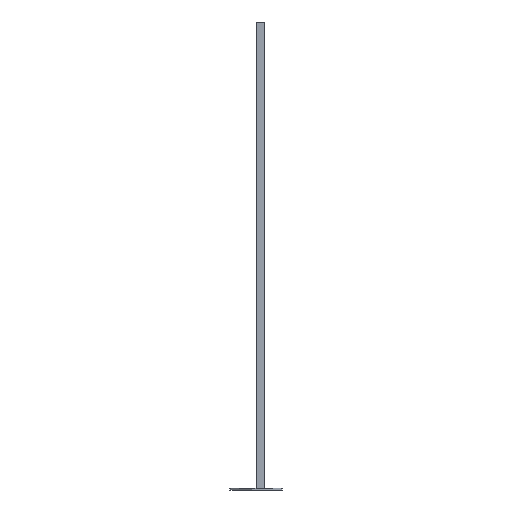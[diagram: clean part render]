
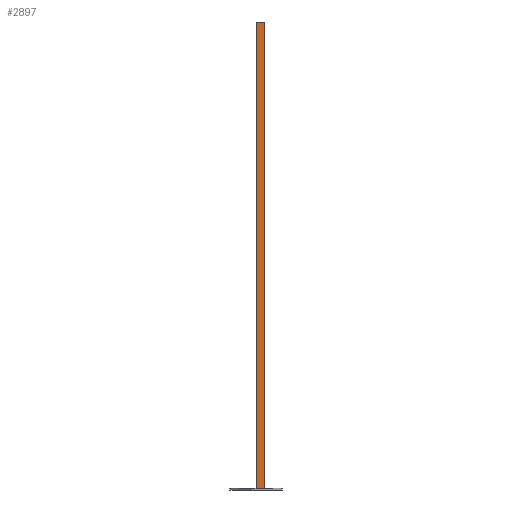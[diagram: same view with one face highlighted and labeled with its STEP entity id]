
A CAD part, left-side view. The second image highlights one B-rep face of the part: STEP entity #2897.
In plain terms, the highlighted face is planar.
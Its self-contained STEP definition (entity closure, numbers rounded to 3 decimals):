
#139 = CARTESIAN_POINT ( 'NONE',  ( 20.5, 21., 2000. ) ) ;
#201 = EDGE_LOOP ( 'NONE', ( #945, #1111, #5206, #4048, #886, #2502 ) ) ;
#269 = CARTESIAN_POINT ( 'NONE',  ( 20.5, 21., 0. ) ) ;
#328 = CARTESIAN_POINT ( 'NONE',  ( 20.5, 0., 0. ) ) ;
#728 = CARTESIAN_POINT ( 'NONE',  ( 20.5, 4.5, 2000. ) ) ;
#846 = VECTOR ( 'NONE', #4384, 1000. ) ;
#850 = LINE ( 'NONE', #5408, #1969 ) ;
#886 = ORIENTED_EDGE ( 'NONE', *, *, #4563, .T. ) ;
#945 = ORIENTED_EDGE ( 'NONE', *, *, #1968, .F. ) ;
#1111 = ORIENTED_EDGE ( 'NONE', *, *, #4064, .T. ) ;
#1174 = DIRECTION ( 'NONE',  ( 0., 0., 1. ) ) ;
#1281 = VECTOR ( 'NONE', #1532, 1000. ) ;
#1360 = AXIS2_PLACEMENT_3D ( 'NONE', #728, #1744, #1174 ) ;
#1398 = EDGE_CURVE ( 'NONE', #3659, #4376, #4625, .T. ) ;
#1532 = DIRECTION ( 'NONE',  ( 0., -1., 0. ) ) ;
#1673 = CARTESIAN_POINT ( 'NONE',  ( 20.5, 4.5, 0. ) ) ;
#1723 = DIRECTION ( 'NONE',  ( 0., 1., 0. ) ) ;
#1744 = DIRECTION ( 'NONE',  ( -1., 0., 0. ) ) ;
#1968 = EDGE_CURVE ( 'NONE', #4152, #4376, #2864, .T. ) ;
#1969 = VECTOR ( 'NONE', #5029, 1000. ) ;
#2015 = EDGE_CURVE ( 'NONE', #6144, #2411, #2123, .T. ) ;
#2123 = LINE ( 'NONE', #3421, #846 ) ;
#2411 = VERTEX_POINT ( 'NONE', #328 ) ;
#2502 = ORIENTED_EDGE ( 'NONE', *, *, #1398, .T. ) ;
#2529 = DIRECTION ( 'NONE',  ( 0., 0., -1. ) ) ;
#2638 = DIRECTION ( 'NONE',  ( 0., 1., 0. ) ) ;
#2643 = CARTESIAN_POINT ( 'NONE',  ( 20.5, 18.5, 0. ) ) ;
#2864 = LINE ( 'NONE', #139, #5946 ) ;
#2897 = ADVANCED_FACE ( 'NONE', ( #3025 ), #4087, .F. ) ;
#2992 = CARTESIAN_POINT ( 'NONE',  ( 20.5, -366.659, 1200. ) ) ;
#3025 = FACE_OUTER_BOUND ( 'NONE', #201, .T. ) ;
#3146 = CARTESIAN_POINT ( 'NONE',  ( 20.5, 4.5, 0. ) ) ;
#3421 = CARTESIAN_POINT ( 'NONE',  ( 20.5, 0., 2000. ) ) ;
#3659 = VERTEX_POINT ( 'NONE', #2643 ) ;
#3854 = VERTEX_POINT ( 'NONE', #3146 ) ;
#3993 = CARTESIAN_POINT ( 'NONE',  ( 20.5, 0., 1200. ) ) ;
#4048 = ORIENTED_EDGE ( 'NONE', *, *, #5078, .F. ) ;
#4064 = EDGE_CURVE ( 'NONE', #4152, #6144, #4745, .T. ) ;
#4087 = PLANE ( 'NONE',  #1360 ) ;
#4152 = VERTEX_POINT ( 'NONE', #5401 ) ;
#4245 = CARTESIAN_POINT ( 'NONE',  ( 20.5, 21., 0. ) ) ;
#4376 = VERTEX_POINT ( 'NONE', #4245 ) ;
#4384 = DIRECTION ( 'NONE',  ( 0., 0., -1. ) ) ;
#4563 = EDGE_CURVE ( 'NONE', #3854, #3659, #5846, .T. ) ;
#4625 = LINE ( 'NONE', #269, #5809 ) ;
#4745 = LINE ( 'NONE', #2992, #1281 ) ;
#5029 = DIRECTION ( 'NONE',  ( 0., -1., 0. ) ) ;
#5078 = EDGE_CURVE ( 'NONE', #3854, #2411, #850, .T. ) ;
#5206 = ORIENTED_EDGE ( 'NONE', *, *, #2015, .T. ) ;
#5401 = CARTESIAN_POINT ( 'NONE',  ( 20.5, 21., 1200. ) ) ;
#5408 = CARTESIAN_POINT ( 'NONE',  ( 20.5, 4.5, 0. ) ) ;
#5777 = VECTOR ( 'NONE', #2638, 1000. ) ;
#5809 = VECTOR ( 'NONE', #1723, 1000. ) ;
#5846 = LINE ( 'NONE', #1673, #5777 ) ;
#5946 = VECTOR ( 'NONE', #2529, 1000. ) ;
#6144 = VERTEX_POINT ( 'NONE', #3993 ) ;
